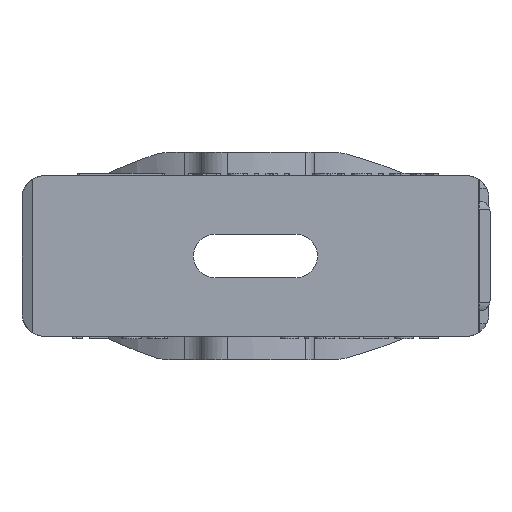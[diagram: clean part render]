
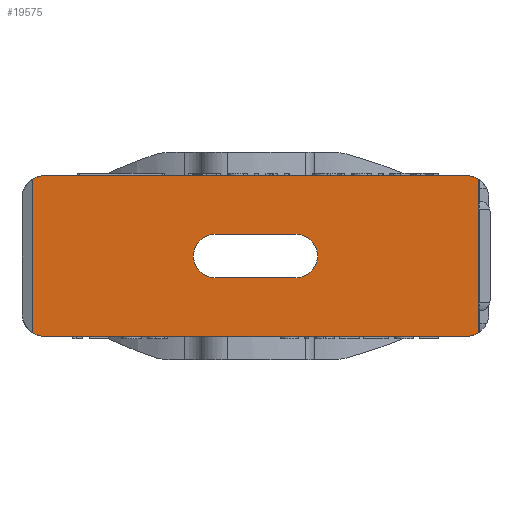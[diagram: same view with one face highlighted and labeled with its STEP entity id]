
A CAD part, front view. The second image highlights one B-rep face of the part: STEP entity #19575.
In plain terms, the highlighted planar face has unit normal (0, -1, 0).
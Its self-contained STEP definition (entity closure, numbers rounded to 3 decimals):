
#4554=CARTESIAN_POINT('',(-388.79,101.088,-9.));
#4555=DIRECTION('',(0.,1.,0.));
#4556=DIRECTION('',(0.,0.,1.));
#4557=AXIS2_PLACEMENT_3D('',#4554,#4555,#4556);
#4572=DIRECTION('',(1.,0.,0.));
#4573=VECTOR('',#4572,7.8);
#4574=CARTESIAN_POINT('',(-396.59,101.088,-11.1));
#4575=LINE('',#4574,#4573);
#4576=CARTESIAN_POINT('',(-413.04,101.088,-14.55));
#4577=DIRECTION('',(0.,-1.,0.));
#4578=DIRECTION('',(-0.523,0.,-0.852));
#4579=AXIS2_PLACEMENT_3D('',#4576,#4577,#4578);
#4581=DIRECTION('',(0.,0.,-1.));
#4582=VECTOR('',#4581,14.851);
#4583=CARTESIAN_POINT('',(-414.19,101.088,
-1.575));
#4584=LINE('',#4583,#4582);
#4585=CARTESIAN_POINT('',(-413.04,101.088,-3.45));
#4586=DIRECTION('',(0.,-1.,0.));
#4587=DIRECTION('',(0.,0.,1.));
#4588=AXIS2_PLACEMENT_3D('',#4585,#4586,#4587);
#4590=CARTESIAN_POINT('',(-372.34,101.088,-3.45));
#4591=DIRECTION('',(0.,-1.,0.));
#4592=DIRECTION('',(0.523,0.,0.852));
#4593=AXIS2_PLACEMENT_3D('',#4590,#4591,#4592);
#4595=DIRECTION('',(0.,0.,1.));
#4596=VECTOR('',#4595,14.851);
#4597=CARTESIAN_POINT('',(-371.19,101.088,
-16.425));
#4598=LINE('',#4597,#4596);
#4599=CARTESIAN_POINT('',(-372.34,101.088,-14.55));
#4600=DIRECTION('',(0.,-1.,0.));
#4601=DIRECTION('',(0.,0.,-1.));
#4602=AXIS2_PLACEMENT_3D('',#4599,#4600,#4601);
#4608=DIRECTION('',(1.,0.,0.));
#4609=VECTOR('',#4608,7.8);
#4610=CARTESIAN_POINT('',(-396.59,101.088,-6.9));
#4611=LINE('',#4610,#4609);
#4612=CARTESIAN_POINT('',(-396.59,101.088,-9.));
#4613=DIRECTION('',(0.,1.,0.));
#4614=DIRECTION('',(0.,0.,-1.));
#4615=AXIS2_PLACEMENT_3D('',#4612,#4613,#4614);
#4634=DIRECTION('',(1.,0.,0.));
#4635=VECTOR('',#4634,40.7);
#4636=CARTESIAN_POINT('',(-413.04,101.088,-16.75));
#4637=LINE('',#4636,#4635);
#4676=DIRECTION('',(-1.,0.,0.));
#4677=VECTOR('',#4676,40.7);
#4678=CARTESIAN_POINT('',(-372.34,101.088,-1.25));
#4679=LINE('',#4678,#4677);
#9988=CARTESIAN_POINT('',(-371.19,101.088,
-1.575));
#9989=CARTESIAN_POINT('',(-372.34,101.088,-1.25));
#9990=VERTEX_POINT('',#9988);
#9991=VERTEX_POINT('',#9989);
#9992=CARTESIAN_POINT('',(-371.19,101.088,
-16.425));
#9993=VERTEX_POINT('',#9992);
#9994=CARTESIAN_POINT('',(-372.34,101.088,-16.75));
#9995=VERTEX_POINT('',#9994);
#9996=CARTESIAN_POINT('',(-414.19,101.088,
-16.425));
#9997=CARTESIAN_POINT('',(-413.04,101.088,-16.75));
#9998=VERTEX_POINT('',#9996);
#9999=VERTEX_POINT('',#9997);
#10000=CARTESIAN_POINT('',(-414.19,101.088,
-1.575));
#10001=VERTEX_POINT('',#10000);
#10002=CARTESIAN_POINT('',(-413.04,101.088,-1.25));
#10003=VERTEX_POINT('',#10002);
#12341=CARTESIAN_POINT('',(-396.59,101.088,-11.1));
#12342=CARTESIAN_POINT('',(-388.79,101.088,-11.1));
#12343=VERTEX_POINT('',#12341);
#12344=VERTEX_POINT('',#12342);
#12345=CARTESIAN_POINT('',(-396.59,101.088,-6.9));
#12346=CARTESIAN_POINT('',(-388.79,101.088,-6.9));
#12347=VERTEX_POINT('',#12345);
#12348=VERTEX_POINT('',#12346);
#19543=CARTESIAN_POINT('',(-387.951,101.088,
-15.765));
#19544=DIRECTION('',(0.,-1.,0.));
#19545=DIRECTION('',(1.,0.,0.));
#19546=AXIS2_PLACEMENT_3D('',#19543,#19544,#19545);
#19547=PLANE('',#19546);
#19549=ORIENTED_EDGE('',*,*,#19548,.F.);
#19551=ORIENTED_EDGE('',*,*,#19550,.F.);
#19553=ORIENTED_EDGE('',*,*,#19552,.F.);
#19555=ORIENTED_EDGE('',*,*,#19554,.F.);
#19557=ORIENTED_EDGE('',*,*,#19556,.F.);
#19559=ORIENTED_EDGE('',*,*,#19558,.F.);
#19561=ORIENTED_EDGE('',*,*,#19560,.F.);
#19563=ORIENTED_EDGE('',*,*,#19562,.F.);
#19564=EDGE_LOOP('',(#19549,#19551,#19553,#19555,#19557,#19559,#19561,#19563));
#19565=FACE_OUTER_BOUND('',#19564,.F.);
#19567=ORIENTED_EDGE('',*,*,#19566,.F.);
#19569=ORIENTED_EDGE('',*,*,#19568,.F.);
#19571=ORIENTED_EDGE('',*,*,#19570,.T.);
#19572=ORIENTED_EDGE('',*,*,#19533,.F.);
#19573=EDGE_LOOP('',(#19567,#19569,#19571,#19572));
#19574=FACE_BOUND('',#19573,.F.);
#19575=ADVANCED_FACE('',(#19565,#19574),#19547,.T.);
#4558=CIRCLE('',#4557,2.1);
#4580=CIRCLE('',#4579,2.2);
#4589=CIRCLE('',#4588,2.2);
#4594=CIRCLE('',#4593,2.2);
#4603=CIRCLE('',#4602,2.2);
#4616=CIRCLE('',#4615,2.1);
#19533=EDGE_CURVE('',#12348,#12344,#4558,.T.);
#19548=EDGE_CURVE('',#9999,#9995,#4637,.T.);
#19550=EDGE_CURVE('',#9998,#9999,#4580,.T.);
#19552=EDGE_CURVE('',#10001,#9998,#4584,.T.);
#19554=EDGE_CURVE('',#10003,#10001,#4589,.T.);
#19556=EDGE_CURVE('',#9991,#10003,#4679,.T.);
#19558=EDGE_CURVE('',#9990,#9991,#4594,.T.);
#19560=EDGE_CURVE('',#9993,#9990,#4598,.T.);
#19562=EDGE_CURVE('',#9995,#9993,#4603,.T.);
#19566=EDGE_CURVE('',#12347,#12348,#4611,.T.);
#19568=EDGE_CURVE('',#12343,#12347,#4616,.T.);
#19570=EDGE_CURVE('',#12343,#12344,#4575,.T.);
